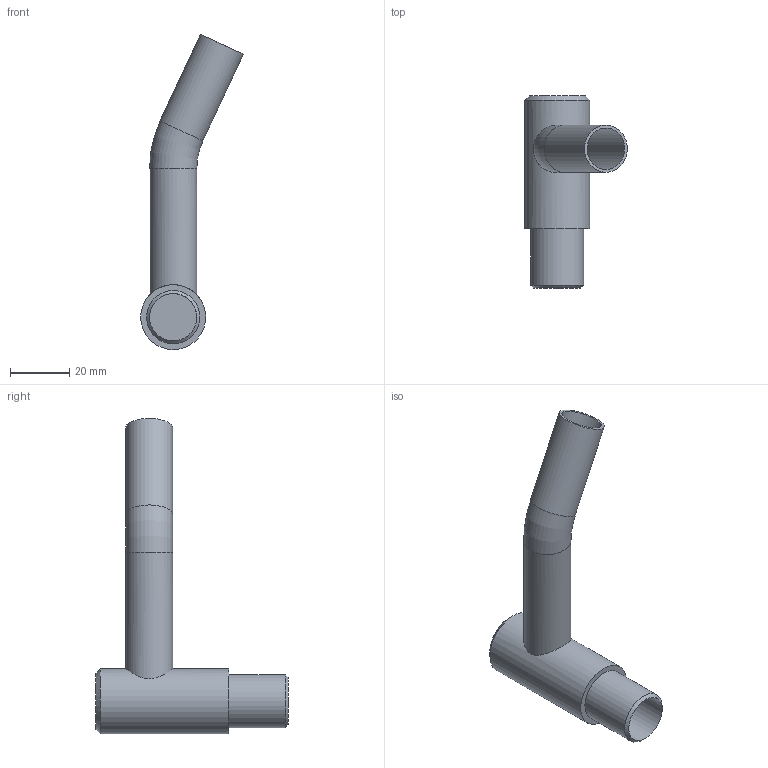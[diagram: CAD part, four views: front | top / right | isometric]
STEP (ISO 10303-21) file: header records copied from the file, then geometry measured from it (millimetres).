
FILE_DESCRIPTION(/* description */ (''),/* implementation_level */ '2;1');
FILE_NAME(/* name */ 'TUYAU CHAUFFAGE V2 v4.step',/* time_stamp */ '2020-02-27T16:44:37+01:00',/* author */ (''),/* organization */ (''),/* preprocessor_version */ 'ST-DEVELOPER v18',/* originating_system */ 'Autodesk Translation Framework v8.12.0.6',/* authorisation */ '');
FILE_SCHEMA (('AUTOMOTIVE_DESIGN { 1 0 10303 214 3 1 1 }'));
Length unit declared in the file: millimetre
Products named in the file (1): TUYAU CHAUFFAGE V2
Bounding box: 34.73 x 65 x 106.73 mm (x, y, z)
Volume: 12982 mm3; surface area: 16407.8 mm2
Topology: 2 solids, 2 shells, 21 faces, 54 edges, 38 vertices
Faces by surface type: cylinder 9, plane 8, cone 2, torus 2
Full cylindrical faces by diameter (mm): 14 x2, 16 x4, 18 x1, 22 x1
Entity records: 778 total; most frequent: CARTESIAN_POINT 191, DIRECTION 128, ORIENTED_EDGE 108, AXIS2_PLACEMENT_3D 57, EDGE_CURVE 54, VERTEX_POINT 38, CIRCLE 30, EDGE_LOOP 26
